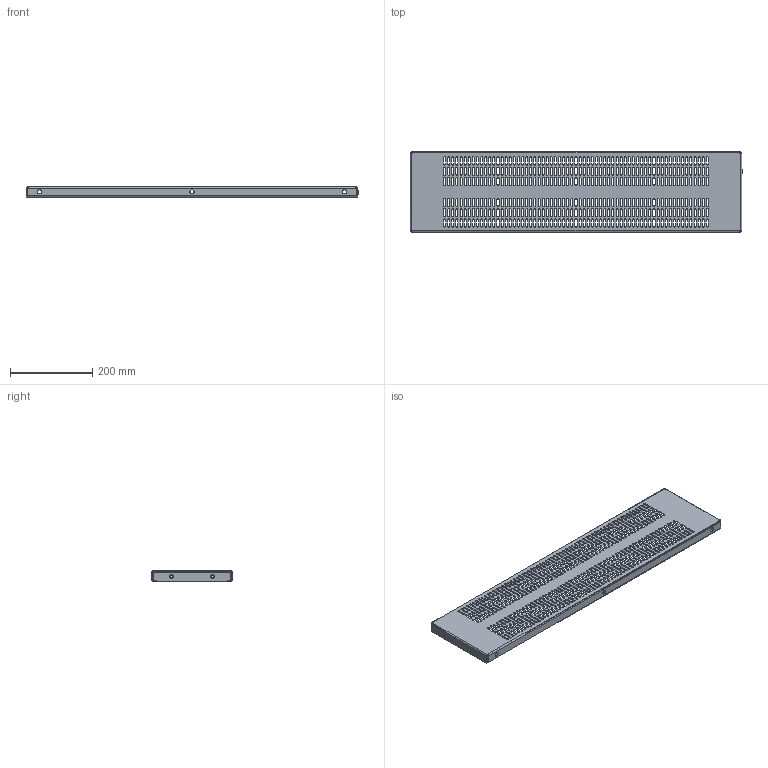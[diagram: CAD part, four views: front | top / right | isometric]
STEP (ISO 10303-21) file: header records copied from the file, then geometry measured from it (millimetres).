
FILE_DESCRIPTION (( 'STEP AP214' ), '1' );
FILE_NAME ('711.111.STEP', '2025-04-28T03:23:26', ( '' ), ( '' ), 'SwSTEP 2.0', 'SolidWorks 2021', '' );
FILE_SCHEMA (( 'AUTOMOTIVE_DESIGN' ));
Length unit declared in the file: millimetre
Products named in the file (3): Çàêëåïêà ðåçüáîâàÿ Ì6 øåñòèãðàííàÿ ñ óìåíüøåííûì áîðòîì; 711.111 眈翴錪; 711.111
Assembly tree (5 placements, depth 2):
  711.111
    711.111 眈翴錪
    Çàêëåïêà ðåçüáîâàÿ Ì6 øåñòèãðàííàÿ ñ óìåíüøåííûì áîðòîì  x4
Bounding box: 808.8 x 196 x 24.5 mm (x, y, z)
Volume: 271998.8 mm3; surface area: 393225.7 mm2
Topology: 5 solids, 5 shells, 1762 faces, 5164 edges, 3416 vertices
Faces by surface type: plane 906, cylinder 824, cone 24, bspline 8
Entity records: 58818 total; most frequent: CARTESIAN_POINT 10467, ORIENTED_EDGE 9980, DIRECTION 9954, EDGE_CURVE 4990, LINE 3324, VECTOR 3324, AXIS2_PLACEMENT_3D 3315, VERTEX_POINT 3308
